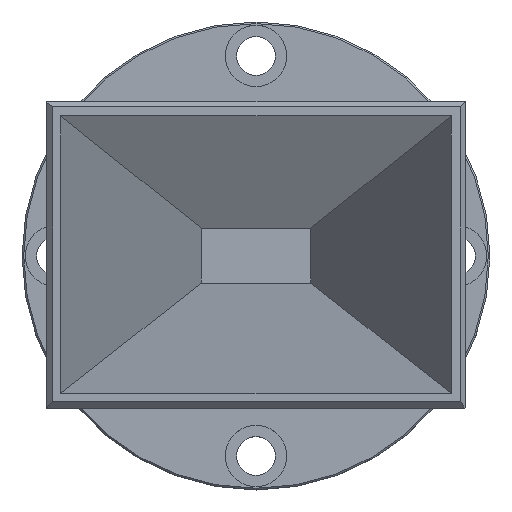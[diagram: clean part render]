
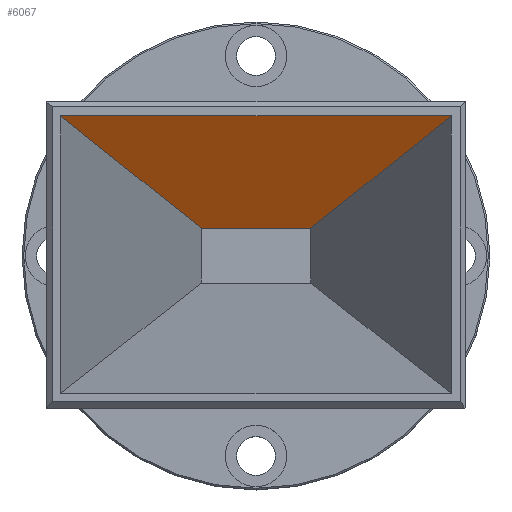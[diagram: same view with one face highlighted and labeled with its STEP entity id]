
A CAD part, top view. The second image highlights one B-rep face of the part: STEP entity #6067.
In plain terms, the highlighted planar face has unit normal (0, -0.978, 0.208).
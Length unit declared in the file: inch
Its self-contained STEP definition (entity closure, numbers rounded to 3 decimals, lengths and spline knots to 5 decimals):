
#1152 = EDGE_LOOP ( 'NONE', ( #3969, #6661, #11858, #6253 ) ) ;
#1505 = VERTEX_POINT ( 'NONE', #1867 ) ;
#1867 = CARTESIAN_POINT ( 'NONE',  ( -0.17, 0.085, 1.16 ) ) ;
#2227 = CARTESIAN_POINT ( 'NONE',  ( 0.17, 0.085, 1.16 ) ) ;
#2407 = VERTEX_POINT ( 'NONE', #11585 ) ;
#3764 = EDGE_CURVE ( 'NONE', #1505, #15809, #6757, .T. ) ;
#3819 = CARTESIAN_POINT ( 'NONE',  ( 0.05667, 0.085, 1.16 ) ) ;
#3969 = ORIENTED_EDGE ( 'NONE', *, *, #3764, .F. ) ;
#4467 = FACE_OUTER_BOUND ( 'NONE', #1152, .T. ) ;
#4652 = VECTOR ( 'NONE', #11485, 39.37008 ) ;
#5045 = PLANE ( 'NONE',  #8380 ) ;
#5378 = CARTESIAN_POINT ( 'NONE',  ( -0.17, 0.085, 1.16 ) ) ;
#6067 = ADVANCED_FACE ( 'NONE', ( #4467 ), #5045, .T. ) ;
#6229 = CARTESIAN_POINT ( 'NONE',  ( -0.605, 0.43, 2.78 ) ) ;
#6253 = ORIENTED_EDGE ( 'NONE', *, *, #19131, .T. ) ;
#6592 = CARTESIAN_POINT ( 'NONE',  ( 0., 0.02223, 0.86527 ) ) ;
#6661 = ORIENTED_EDGE ( 'NONE', *, *, #12304, .F. ) ;
#6670 = DIRECTION ( 'NONE',  ( 0., -0.978, 0.208 ) ) ;
#6757 = LINE ( 'NONE', #12200, #13545 ) ;
#6867 = B_SPLINE_CURVE_WITH_KNOTS ( 'NONE', 3,
 ( #2227, #3819, #14657, #5378 ),
 .UNSPECIFIED., .F., .F.,
 ( 4, 4 ),
 ( 0., 1. ),
 .UNSPECIFIED. ) ;
#8380 = AXIS2_PLACEMENT_3D ( 'NONE', #6592, #6670, #17551 ) ;
#8766 = LINE ( 'NONE', #9830, #4652 ) ;
#9272 = DIRECTION ( 'NONE',  ( -0.254, 0.201, 0.946 ) ) ;
#9611 = CARTESIAN_POINT ( 'NONE',  ( 0.17, 0.085, 1.16 ) ) ;
#9681 = LINE ( 'NONE', #10631, #11651 ) ;
#9830 = CARTESIAN_POINT ( 'NONE',  ( 0.17, 0.085, 1.16 ) ) ;
#10631 = CARTESIAN_POINT ( 'NONE',  ( 0.605, 0.43, 2.78 ) ) ;
#10895 = VERTEX_POINT ( 'NONE', #9611 ) ;
#11485 = DIRECTION ( 'NONE',  ( 0.254, 0.201, 0.946 ) ) ;
#11585 = CARTESIAN_POINT ( 'NONE',  ( 0.605, 0.43, 2.78 ) ) ;
#11651 = VECTOR ( 'NONE', #18568, 39.37008 ) ;
#11858 = ORIENTED_EDGE ( 'NONE', *, *, #13452, .T. ) ;
#12200 = CARTESIAN_POINT ( 'NONE',  ( -0.17, 0.085, 1.16 ) ) ;
#12304 = EDGE_CURVE ( 'NONE', #10895, #1505, #6867, .T. ) ;
#13452 = EDGE_CURVE ( 'NONE', #10895, #2407, #8766, .T. ) ;
#13545 = VECTOR ( 'NONE', #9272, 39.37008 ) ;
#14657 = CARTESIAN_POINT ( 'NONE',  ( -0.05667, 0.085, 1.16 ) ) ;
#15809 = VERTEX_POINT ( 'NONE', #6229 ) ;
#17551 = DIRECTION ( 'NONE',  ( 0., -0.208, -0.978 ) ) ;
#18568 = DIRECTION ( 'NONE',  ( -1., 0., 0. ) ) ;
#19131 = EDGE_CURVE ( 'NONE', #2407, #15809, #9681, .T. ) ;
